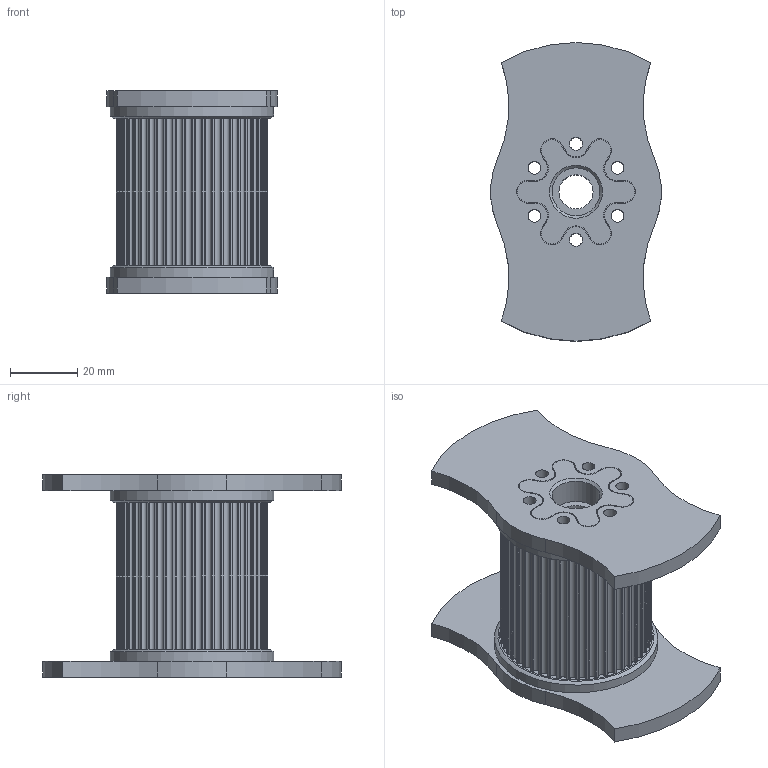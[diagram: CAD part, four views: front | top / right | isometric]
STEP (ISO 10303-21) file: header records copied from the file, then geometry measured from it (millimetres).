
FILE_DESCRIPTION(/* description */ (''),/* implementation_level */ '2;1');
FILE_NAME(/* name */ 'drisk_weapon_assembly.step',/* time_stamp */ '2023-05-30T19:50:27-04:00',/* author */ (''),/* organization */ (''),/* preprocessor_version */ 'ST-DEVELOPER v19.2',/* originating_system */ 'Autodesk Translation Framework v12.4.0.73',/* authorisation */ '');
FILE_SCHEMA (('AUTOMOTIVE_DESIGN { 1 0 10303 214 3 1 1 }'));
Length unit declared in the file: inch
Products named in the file (3): drisk; 3mm 48tooth GT2 Printable; Component1
Assembly tree (3 placements, depth 2):
  drisk
    3mm 48tooth GT2 Printable
    Component1  x2
Bounding box: 50.62 x 88.9 x 60.33 mm (x, y, z)
Volume: 96145.4 mm3; surface area: 40229.4 mm2
Topology: 3 solids, 3 shells, 591 faces, 1731 edges, 1152 vertices
Faces by surface type: cylinder 417, plane 168, torus 4, cone 2
Full cylindrical faces by diameter (mm): 3.81 x12, 10.16 x1, 14.287 x2, 48.631 x2
Entity records: 17245 total; most frequent: DIRECTION 3259, CARTESIAN_POINT 2962, ORIENTED_EDGE 2946, EDGE_CURVE 1473, AXIS2_PLACEMENT_3D 1277, VERTEX_POINT 980, CIRCLE 768, LINE 705
